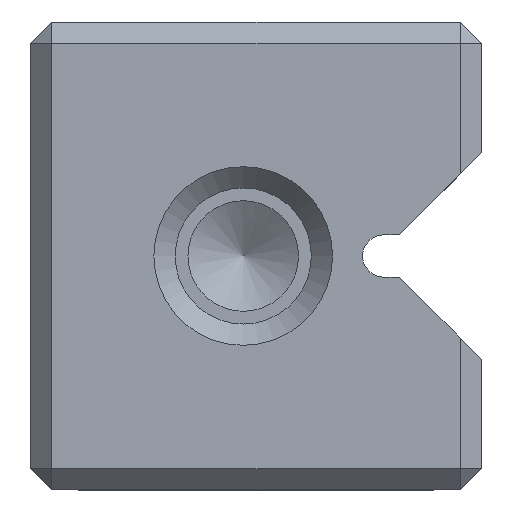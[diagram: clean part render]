
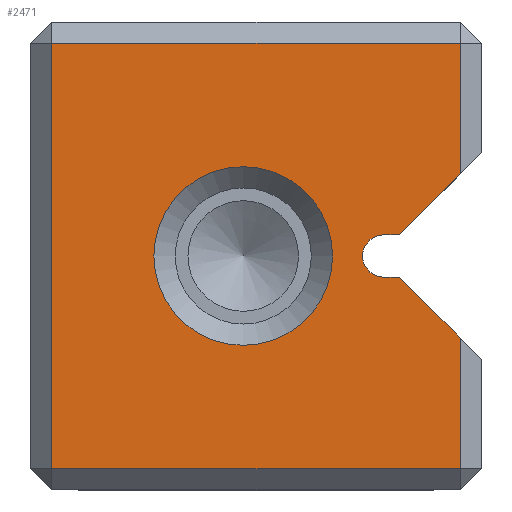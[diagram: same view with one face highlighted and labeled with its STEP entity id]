
A CAD part, left-side view. The second image highlights one B-rep face of the part: STEP entity #2471.
In plain terms, the highlighted planar face has unit normal (-1, 0, 0).
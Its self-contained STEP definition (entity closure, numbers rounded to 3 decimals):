
#2471=ADVANCED_FACE('',(#3408,#3409),#2859,.T.);
#2859=PLANE('',#8787);
#3122=CIRCLE('',#8785,2.1);
#3123=CIRCLE('',#8786,0.5);
#3408=FACE_BOUND('',#3608,.T.);
#3409=FACE_BOUND('',#3609,.T.);
#3608=EDGE_LOOP('',(#4329));
#3609=EDGE_LOOP('',(#4330,#4331,#4332,#4333,#4334,#4335,#4336,#4337,#4338,
#4339));
#4329=ORIENTED_EDGE('',*,*,#6791,.T.);
#4330=ORIENTED_EDGE('',*,*,#6792,.T.);
#4331=ORIENTED_EDGE('',*,*,#6793,.T.);
#4332=ORIENTED_EDGE('',*,*,#6794,.F.);
#4333=ORIENTED_EDGE('',*,*,#6795,.T.);
#4334=ORIENTED_EDGE('',*,*,#6796,.T.);
#4335=ORIENTED_EDGE('',*,*,#6797,.F.);
#4336=ORIENTED_EDGE('',*,*,#6798,.F.);
#4337=ORIENTED_EDGE('',*,*,#6799,.T.);
#4338=ORIENTED_EDGE('',*,*,#6800,.T.);
#4339=ORIENTED_EDGE('',*,*,#6801,.T.);
#6161=VERTEX_POINT('',#11319);
#6162=VERTEX_POINT('',#11321);
#6163=VERTEX_POINT('',#11322);
#6164=VERTEX_POINT('',#11324);
#6165=VERTEX_POINT('',#11326);
#6166=VERTEX_POINT('',#11328);
#6167=VERTEX_POINT('',#11330);
#6168=VERTEX_POINT('',#11332);
#6169=VERTEX_POINT('',#11334);
#6170=VERTEX_POINT('',#11336);
#6171=VERTEX_POINT('',#11338);
#6791=EDGE_CURVE('',#6161,#6161,#3122,.T.);
#6792=EDGE_CURVE('',#6162,#6163,#7609,.T.);
#6793=EDGE_CURVE('',#6163,#6164,#7610,.T.);
#6794=EDGE_CURVE('',#6165,#6164,#7611,.T.);
#6795=EDGE_CURVE('',#6165,#6166,#7612,.T.);
#6796=EDGE_CURVE('',#6166,#6167,#3123,.T.);
#6797=EDGE_CURVE('',#6168,#6167,#7613,.T.);
#6798=EDGE_CURVE('',#6169,#6168,#7614,.T.);
#6799=EDGE_CURVE('',#6169,#6170,#7615,.T.);
#6800=EDGE_CURVE('',#6170,#6171,#7616,.T.);
#6801=EDGE_CURVE('',#6171,#6162,#7617,.T.);
#7609=LINE('',#11320,#8267);
#7610=LINE('',#11323,#8268);
#7611=LINE('',#11325,#8269);
#7612=LINE('',#11327,#8270);
#7613=LINE('',#11331,#8271);
#7614=LINE('',#11333,#8272);
#7615=LINE('',#11335,#8273);
#7616=LINE('',#11337,#8274);
#7617=LINE('',#11339,#8275);
#8267=VECTOR('',#9358,1.);
#8268=VECTOR('',#9359,1.);
#8269=VECTOR('',#9360,1.);
#8270=VECTOR('',#9361,1.);
#8271=VECTOR('',#9364,1.);
#8272=VECTOR('',#9365,1.);
#8273=VECTOR('',#9366,1.);
#8274=VECTOR('',#9367,1.);
#8275=VECTOR('',#9368,1.);
#8785=AXIS2_PLACEMENT_3D('',#11318,#9356,#9357);
#8786=AXIS2_PLACEMENT_3D('',#11329,#9362,#9363);
#8787=AXIS2_PLACEMENT_3D('',#11340,#9369,#9370);
#9356=DIRECTION('',(1.,0.,0.));
#9357=DIRECTION('',(0.,0.,1.));
#9358=DIRECTION('',(0.,-1.,0.));
#9359=DIRECTION('',(0.,0.,1.));
#9360=DIRECTION('',(0.,-0.707,-0.707));
#9361=DIRECTION('',(0.,1.,0.));
#9362=DIRECTION('',(1.,0.,0.));
#9363=DIRECTION('',(0.,0.,1.));
#9364=DIRECTION('',(0.,1.,0.));
#9365=DIRECTION('',(0.,0.707,-0.707));
#9366=DIRECTION('',(0.,0.,1.));
#9367=DIRECTION('',(0.,1.,0.));
#9368=DIRECTION('',(0.,0.,-1.));
#9369=DIRECTION('',(-1.,0.,0.));
#9370=DIRECTION('',(0.,0.,-1.));
#11318=CARTESIAN_POINT('',(0.,5.6,5.5));
#11319=CARTESIAN_POINT('',(0.,5.6,7.6));
#11320=CARTESIAN_POINT('',(0.,5.3,0.5));
#11321=CARTESIAN_POINT('',(0.,10.1,0.5));
#11322=CARTESIAN_POINT('',(0.,0.5,0.5));
#11323=CARTESIAN_POINT('',(0.,0.5,0.));
#11324=CARTESIAN_POINT('',(0.,0.5,3.572));
#11325=CARTESIAN_POINT('',(0.,1.114,4.186));
#11326=CARTESIAN_POINT('',(0.,1.928,5.));
#11327=CARTESIAN_POINT('',(0.,2.8,5.));
#11328=CARTESIAN_POINT('',(0.,2.3,5.));
#11329=CARTESIAN_POINT('',(0.,2.3,5.5));
#11330=CARTESIAN_POINT('',(0.,2.3,6.));
#11331=CARTESIAN_POINT('',(0.,2.8,6.));
#11332=CARTESIAN_POINT('',(0.,1.928,6.));
#11333=CARTESIAN_POINT('',(0.,6.614,1.314));
#11334=CARTESIAN_POINT('',(0.,0.5,7.428));
#11335=CARTESIAN_POINT('',(0.,0.5,0.));
#11336=CARTESIAN_POINT('',(0.,0.5,10.5));
#11337=CARTESIAN_POINT('',(0.,5.3,10.5));
#11338=CARTESIAN_POINT('',(0.,10.1,10.5));
#11339=CARTESIAN_POINT('',(0.,10.1,0.));
#11340=CARTESIAN_POINT('',(0.,5.3,0.));
